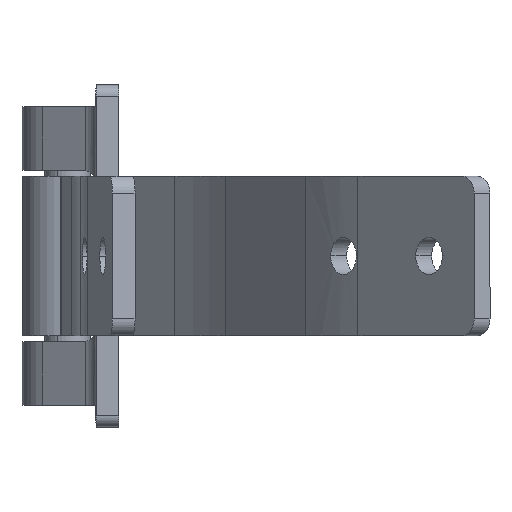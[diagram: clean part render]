
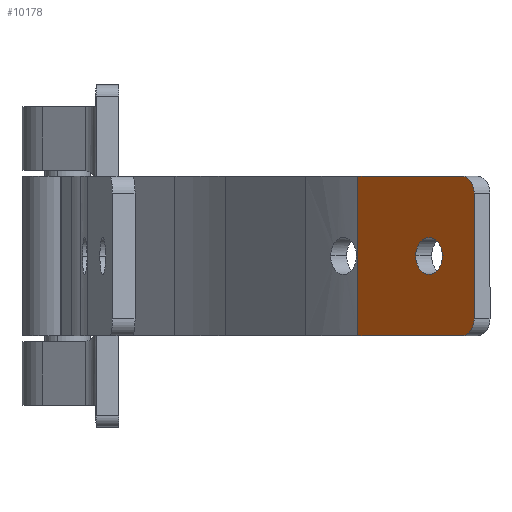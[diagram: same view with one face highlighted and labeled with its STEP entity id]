
A CAD part, left-side view. The second image highlights one B-rep face of the part: STEP entity #10178.
In plain terms, the highlighted face is planar.
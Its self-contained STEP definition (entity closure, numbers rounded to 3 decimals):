
#1020 = ORIENTED_EDGE ( 'NONE', *, *, #10234, .T. ) ;
#1039 = VERTEX_POINT ( 'NONE', #15668 ) ;
#1043 = CARTESIAN_POINT ( 'NONE',  ( 79.635, -9., -28. ) ) ;
#1050 = DIRECTION ( 'NONE',  ( 0., -1., 0. ) ) ;
#1093 = CARTESIAN_POINT ( 'NONE',  ( 108., -9., -25. ) ) ;
#1304 = LINE ( 'NONE', #1043, #14589 ) ;
#1368 = ORIENTED_EDGE ( 'NONE', *, *, #10412, .T. ) ;
#1378 = VERTEX_POINT ( 'NONE', #2535 ) ;
#1401 = ORIENTED_EDGE ( 'NONE', *, *, #2129, .T. ) ;
#1585 = CIRCLE ( 'NONE', #8519, 3. ) ;
#1810 = ORIENTED_EDGE ( 'NONE', *, *, #10831, .T. ) ;
#1857 = CARTESIAN_POINT ( 'NONE',  ( 79.635, -9., -28. ) ) ;
#1961 = VECTOR ( 'NONE', #12921, 1000. ) ;
#2104 = VERTEX_POINT ( 'NONE', #5851 ) ;
#2129 = EDGE_CURVE ( 'NONE', #15546, #5107, #1304, .T. ) ;
#2535 = CARTESIAN_POINT ( 'NONE',  ( 108., -9., -3. ) ) ;
#3055 = ORIENTED_EDGE ( 'NONE', *, *, #14368, .T. ) ;
#3250 = DIRECTION ( 'NONE',  ( 1., 0., 0. ) ) ;
#5008 = AXIS2_PLACEMENT_3D ( 'NONE', #1857, #11146, #3250 ) ;
#5054 = FACE_OUTER_BOUND ( 'NONE', #12150, .T. ) ;
#5107 = VERTEX_POINT ( 'NONE', #16960 ) ;
#5851 = CARTESIAN_POINT ( 'NONE',  ( 93.75, -9., -14. ) ) ;
#6476 = LINE ( 'NONE', #14549, #11597 ) ;
#6481 = DIRECTION ( 'NONE',  ( 0., -1., 0. ) ) ;
#6521 = CIRCLE ( 'NONE', #12400, 3.25 ) ;
#6876 = ORIENTED_EDGE ( 'NONE', *, *, #10950, .T. ) ;
#7057 = CARTESIAN_POINT ( 'NONE',  ( 97., -9., -14. ) ) ;
#7495 = CARTESIAN_POINT ( 'NONE',  ( 79.635, -9., 0. ) ) ;
#7536 = EDGE_CURVE ( 'NONE', #15546, #10236, #15138, .T. ) ;
#7639 = DIRECTION ( 'NONE',  ( 1., 0., 0. ) ) ;
#7737 = CIRCLE ( 'NONE', #12041, 3.25 ) ;
#8337 = ORIENTED_EDGE ( 'NONE', *, *, #7536, .F. ) ;
#8519 = AXIS2_PLACEMENT_3D ( 'NONE', #16752, #1050, #7639 ) ;
#8522 = DIRECTION ( 'NONE',  ( 0., 0., 1. ) ) ;
#8697 = CARTESIAN_POINT ( 'NONE',  ( 79.635, -9., -28. ) ) ;
#8776 = EDGE_LOOP ( 'NONE', ( #1020, #3055 ) ) ;
#9095 = CARTESIAN_POINT ( 'NONE',  ( 79.635, -9., -28. ) ) ;
#9920 = VERTEX_POINT ( 'NONE', #16826 ) ;
#10178 = ADVANCED_FACE ( 'NONE', ( #5054, #12852 ), #11039, .T. ) ;
#10234 = EDGE_CURVE ( 'NONE', #9920, #2104, #7737, .T. ) ;
#10236 = VERTEX_POINT ( 'NONE', #16353 ) ;
#10405 = CARTESIAN_POINT ( 'NONE',  ( 105., -9., -25. ) ) ;
#10412 = EDGE_CURVE ( 'NONE', #1378, #1039, #1585, .T. ) ;
#10418 = VECTOR ( 'NONE', #8522, 1000. ) ;
#10831 = EDGE_CURVE ( 'NONE', #11317, #1378, #6476, .T. ) ;
#10950 = EDGE_CURVE ( 'NONE', #5107, #11317, #11156, .T. ) ;
#11039 = PLANE ( 'NONE',  #5008 ) ;
#11146 = DIRECTION ( 'NONE',  ( 0., -1., 0. ) ) ;
#11156 = CIRCLE ( 'NONE', #16123, 3. ) ;
#11317 = VERTEX_POINT ( 'NONE', #1093 ) ;
#11597 = VECTOR ( 'NONE', #14497, 1000. ) ;
#12041 = AXIS2_PLACEMENT_3D ( 'NONE', #7057, #16239, #16408 ) ;
#12150 = EDGE_LOOP ( 'NONE', ( #1401, #6876, #1810, #1368, #13526, #8337 ) ) ;
#12400 = AXIS2_PLACEMENT_3D ( 'NONE', #16423, #12509, #13704 ) ;
#12509 = DIRECTION ( 'NONE',  ( 0., 1., 0. ) ) ;
#12657 = DIRECTION ( 'NONE',  ( 1., 0., 0. ) ) ;
#12852 = FACE_BOUND ( 'NONE', #8776, .T. ) ;
#12921 = DIRECTION ( 'NONE',  ( 1., 0., 0. ) ) ;
#13526 = ORIENTED_EDGE ( 'NONE', *, *, #16564, .F. ) ;
#13704 = DIRECTION ( 'NONE',  ( 1., 0., 0. ) ) ;
#14368 = EDGE_CURVE ( 'NONE', #2104, #9920, #6521, .T. ) ;
#14413 = LINE ( 'NONE', #7495, #1961 ) ;
#14497 = DIRECTION ( 'NONE',  ( 0., 0., 1. ) ) ;
#14549 = CARTESIAN_POINT ( 'NONE',  ( 108., -9., -28. ) ) ;
#14589 = VECTOR ( 'NONE', #12657, 1000. ) ;
#15138 = LINE ( 'NONE', #8697, #10418 ) ;
#15546 = VERTEX_POINT ( 'NONE', #9095 ) ;
#15668 = CARTESIAN_POINT ( 'NONE',  ( 105., -9., 0. ) ) ;
#15759 = DIRECTION ( 'NONE',  ( 1., 0., 0. ) ) ;
#16123 = AXIS2_PLACEMENT_3D ( 'NONE', #10405, #6481, #15759 ) ;
#16239 = DIRECTION ( 'NONE',  ( 0., 1., 0. ) ) ;
#16353 = CARTESIAN_POINT ( 'NONE',  ( 79.635, -9., 0. ) ) ;
#16408 = DIRECTION ( 'NONE',  ( 1., 0., 0. ) ) ;
#16423 = CARTESIAN_POINT ( 'NONE',  ( 97., -9., -14. ) ) ;
#16564 = EDGE_CURVE ( 'NONE', #10236, #1039, #14413, .T. ) ;
#16752 = CARTESIAN_POINT ( 'NONE',  ( 105., -9., -3. ) ) ;
#16826 = CARTESIAN_POINT ( 'NONE',  ( 100.25, -9., -14. ) ) ;
#16960 = CARTESIAN_POINT ( 'NONE',  ( 105., -9., -28. ) ) ;
